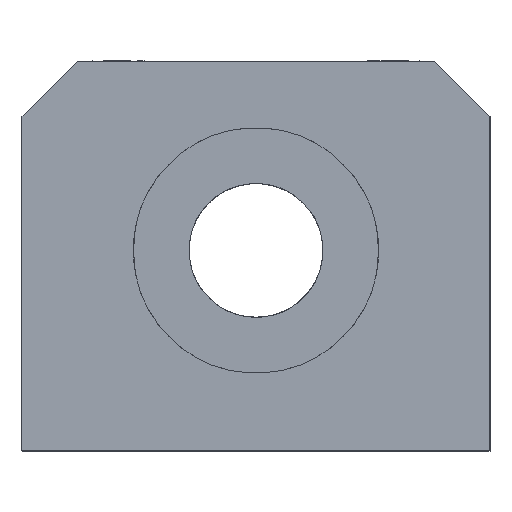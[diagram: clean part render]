
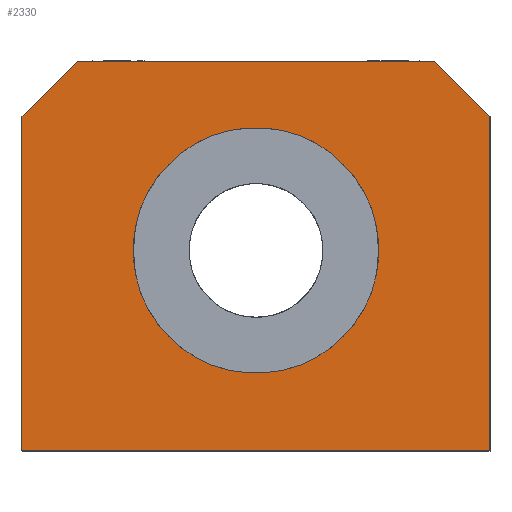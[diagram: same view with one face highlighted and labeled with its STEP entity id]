
A CAD part, left-side view. The second image highlights one B-rep face of the part: STEP entity #2330.
In plain terms, the highlighted free-form (B-spline) face has degree [1, 1] with [2, 2] control points.
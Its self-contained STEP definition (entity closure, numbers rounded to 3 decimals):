
#1420 = CARTESIAN_POINT ('', (0., 42., 0.));
#1430 = VERTEX_POINT ('', #1420);
#1440 = CARTESIAN_POINT ('', (0., 0., 0.));
#1450 = VERTEX_POINT ('', #1440);
#1460 = CARTESIAN_POINT ('', (0., 42., 0.));
#1470 = CARTESIAN_POINT ('', (0., 0., 0.));
#1480 = B_SPLINE_CURVE_WITH_KNOTS ('', 1, (#1460, #1470), .UNSPECIFIED., .F., .U., (2, 2), (0., 1.), .UNSPECIFIED.);
#1490 = EDGE_CURVE ('', #1430, #1450, #1480, .T.);
#1500 = ORIENTED_EDGE ('', *, *, #1490, .T.);
#1510 = CARTESIAN_POINT ('', (0., 0., 30.));
#1520 = VERTEX_POINT ('', #1510);
#1530 = CARTESIAN_POINT ('', (0., 0., 0.));
#1540 = CARTESIAN_POINT ('', (0., 0., 30.));
#1550 = B_SPLINE_CURVE_WITH_KNOTS ('', 1, (#1530, #1540), .UNSPECIFIED., .F., .U., (2, 2), (0., 1.), .UNSPECIFIED.);
#1560 = EDGE_CURVE ('', #1450, #1520, #1550, .T.);
#1570 = ORIENTED_EDGE ('', *, *, #1560, .T.);
#1580 = CARTESIAN_POINT ('', (0., 5., 35.));
#1590 = VERTEX_POINT ('', #1580);
#1600 = CARTESIAN_POINT ('', (0., 0., 30.));
#1610 = CARTESIAN_POINT ('', (0., 1.667, 31.667));
#1620 = CARTESIAN_POINT ('', (0., 3.333, 33.333));
#1630 = CARTESIAN_POINT ('', (0., 5., 35.));
#1640 = B_SPLINE_CURVE_WITH_KNOTS ('', 3, (#1600, #1610, #1620, #1630), .UNSPECIFIED., .F., .U., (4, 4), (0., 1.), .UNSPECIFIED.);
#1650 = EDGE_CURVE ('', #1520, #1590, #1640, .T.);
#1660 = ORIENTED_EDGE ('', *, *, #1650, .T.);
#1670 = CARTESIAN_POINT ('', (0., 37., 35.));
#1680 = VERTEX_POINT ('', #1670);
#1690 = CARTESIAN_POINT ('', (0., 5., 35.));
#1700 = CARTESIAN_POINT ('', (0., 37., 35.));
#1710 = B_SPLINE_CURVE_WITH_KNOTS ('', 1, (#1690, #1700), .UNSPECIFIED., .F., .U., (2, 2), (0., 1.), .UNSPECIFIED.);
#1720 = EDGE_CURVE ('', #1590, #1680, #1710, .T.);
#1730 = ORIENTED_EDGE ('', *, *, #1720, .T.);
#1740 = CARTESIAN_POINT ('', (0., 42., 30.));
#1750 = VERTEX_POINT ('', #1740);
#1760 = CARTESIAN_POINT ('', (0., 37., 35.));
#1770 = CARTESIAN_POINT ('', (0., 38.667, 33.333));
#1780 = CARTESIAN_POINT ('', (0., 40.333, 31.667));
#1790 = CARTESIAN_POINT ('', (0., 42., 30.));
#1800 = B_SPLINE_CURVE_WITH_KNOTS ('', 3, (#1760, #1770, #1780, #1790), .UNSPECIFIED., .F., .U., (4, 4), (0., 1.), .UNSPECIFIED.);
#1810 = EDGE_CURVE ('', #1680, #1750, #1800, .T.);
#1820 = ORIENTED_EDGE ('', *, *, #1810, .T.);
#1830 = CARTESIAN_POINT ('', (0., 42., 30.));
#1840 = CARTESIAN_POINT ('', (0., 42., 0.));
#1850 = B_SPLINE_CURVE_WITH_KNOTS ('', 1, (#1830, #1840), .UNSPECIFIED., .F., .U., (2, 2), (0., 1.), .UNSPECIFIED.);
#1860 = EDGE_CURVE ('', #1750, #1430, #1850, .T.);
#1870 = ORIENTED_EDGE ('', *, *, #1860, .T.);
#1880 = EDGE_LOOP ('', (#1500, #1570, #1660, #1730, #1820, #1870));
#1890 = FACE_OUTER_BOUND ('', #1880, .T.);
#1900 = CARTESIAN_POINT ('', (0., 10., 18.));
#1910 = VERTEX_POINT ('', #1900);
#1920 = CARTESIAN_POINT ('', (0., 32., 18.));
#1930 = VERTEX_POINT ('', #1920);
#1940 = CARTESIAN_POINT ('', (0., 10., 18.));
#1950 = CARTESIAN_POINT ('', (0., 10., 14.965));
#1960 = CARTESIAN_POINT ('', (0., 11.074, 12.372));
#1970 = CARTESIAN_POINT ('', (0., 13.222, 10.222));
#1980 = CARTESIAN_POINT ('', (0., 15.366, 8.075));
#1990 = CARTESIAN_POINT ('', (0., 17.959, 7.001));
#2000 = CARTESIAN_POINT ('', (0., 21., 7.));
#2010 = CARTESIAN_POINT ('', (0., 24.034, 6.999));
#2020 = CARTESIAN_POINT ('', (0., 26.627, 8.073));
#2030 = CARTESIAN_POINT ('', (0., 28.778, 10.222));
#2040 = CARTESIAN_POINT ('', (0., 30.926, 12.368));
#2050 = CARTESIAN_POINT ('', (0., 32., 14.96));
#2060 = CARTESIAN_POINT ('', (0., 32., 18.));
#2070 = B_SPLINE_CURVE_WITH_KNOTS ('', 3, (#1940, #1950, #1960, #1970, #1980, #1990, #2000, #2010, #2020, #2030, #2040, #2050, #2060), .UNSPECIFIED., .F., .U., (4, 3, 3, 3, 4), (0., 0.25, 0.5, 0.75, 1.), .UNSPECIFIED.);
#2080 = EDGE_CURVE ('', #1910, #1930, #2070, .T.);
#2090 = ORIENTED_EDGE ('', *, *, #2080, .T.);
#2100 = CARTESIAN_POINT ('', (0., 32., 18.));
#2110 = CARTESIAN_POINT ('', (0., 32., 21.035));
#2120 = CARTESIAN_POINT ('', (0., 30.926, 23.628));
#2130 = CARTESIAN_POINT ('', (0., 28.778, 25.778));
#2140 = CARTESIAN_POINT ('', (0., 26.634, 27.925));
#2150 = CARTESIAN_POINT ('', (0., 24.041, 28.999));
#2160 = CARTESIAN_POINT ('', (0., 21., 29.));
#2170 = CARTESIAN_POINT ('', (0., 17.966, 29.001));
#2180 = CARTESIAN_POINT ('', (0., 15.373, 27.927));
#2190 = CARTESIAN_POINT ('', (0., 13.222, 25.778));
#2200 = CARTESIAN_POINT ('', (0., 11.074, 23.632));
#2210 = CARTESIAN_POINT ('', (0., 10., 21.04));
#2220 = CARTESIAN_POINT ('', (0., 10., 18.));
#2230 = B_SPLINE_CURVE_WITH_KNOTS ('', 3, (#2100, #2110, #2120, #2130, #2140, #2150, #2160, #2170, #2180, #2190, #2200, #2210, #2220), .UNSPECIFIED., .F., .U., (4, 3, 3, 3, 4), (0., 0.25, 0.5, 0.75, 1.), .UNSPECIFIED.);
#2240 = EDGE_CURVE ('', #1930, #1910, #2230, .T.);
#2250 = ORIENTED_EDGE ('', *, *, #2240, .T.);
#2260 = EDGE_LOOP ('', (#2090, #2250));
#2270 = FACE_BOUND ('', #2260, .T.);
#2280 = CARTESIAN_POINT ('', (0., 0., 0.));
#2290 = CARTESIAN_POINT ('', (0., 42., 0.));
#2300 = CARTESIAN_POINT ('', (0., 0., 35.));
#2310 = CARTESIAN_POINT ('', (0., 42., 35.));
#2320 = B_SPLINE_SURFACE_WITH_KNOTS ('', 1, 1, ((#2280, #2290), (#2300, #2310)), .UNSPECIFIED., .F., .F., .U., (2, 2), (2, 2), (0., 1.), (0., 1.), .UNSPECIFIED.);
#2330 = ADVANCED_FACE ('', (#1890, #2270), #2320, .T.);
